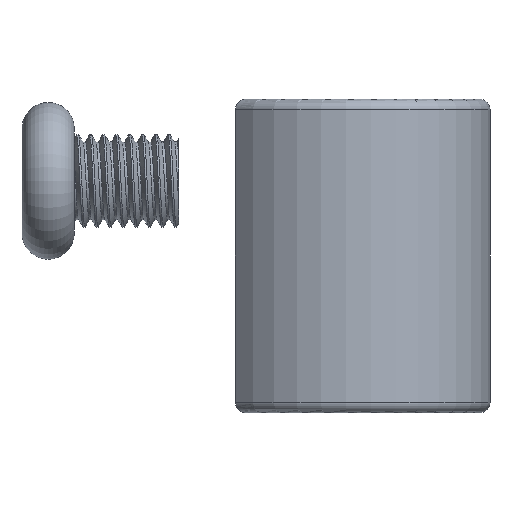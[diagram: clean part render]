
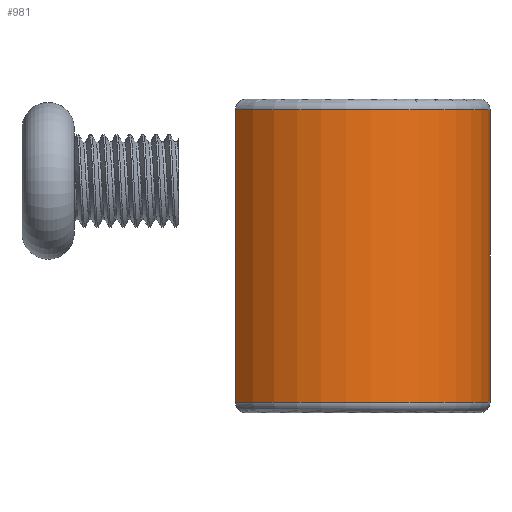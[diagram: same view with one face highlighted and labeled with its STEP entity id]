
A CAD part, front view. The second image highlights one B-rep face of the part: STEP entity #981.
In plain terms, the highlighted cylindrical face has radius 13.875 mm (diameter 27.75 mm), a partial arc.
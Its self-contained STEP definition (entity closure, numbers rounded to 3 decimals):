
#47=CIRCLE('',#1036,13.875);
#50=CIRCLE('',#1043,13.875);
#91=FACE_OUTER_BOUND('',#151,.T.);
#151=EDGE_LOOP('',(#766,#767,#768,#769));
#282=LINE('',#1545,#325);
#284=LINE('',#1548,#327);
#325=VECTOR('',#1131,10.);
#327=VECTOR('',#1133,10.);
#382=VERTEX_POINT('',#1509);
#383=VERTEX_POINT('',#1524);
#384=VERTEX_POINT('',#1544);
#385=VERTEX_POINT('',#1546);
#487=EDGE_CURVE('',#383,#382,#47,.T.);
#489=EDGE_CURVE('',#382,#384,#282,.T.);
#491=EDGE_CURVE('',#383,#385,#284,.T.);
#498=EDGE_CURVE('',#384,#385,#50,.T.);
#766=ORIENTED_EDGE('',*,*,#487,.F.);
#767=ORIENTED_EDGE('',*,*,#491,.T.);
#768=ORIENTED_EDGE('',*,*,#498,.F.);
#769=ORIENTED_EDGE('',*,*,#489,.F.);
#935=CYLINDRICAL_SURFACE('',#1060,13.875);
#981=ADVANCED_FACE('',(#91),#935,.T.);
#1036=AXIS2_PLACEMENT_3D('',#1541,#1125,#1126);
#1043=AXIS2_PLACEMENT_3D('',#1797,#1143,#1144);
#1060=AXIS2_PLACEMENT_3D('',#2523,#1180,#1181);
#1125=DIRECTION('center_axis',(0.,0.,-1.));
#1126=DIRECTION('ref_axis',(1.,0.,0.));
#1131=DIRECTION('',(0.,0.,1.));
#1133=DIRECTION('',(0.,0.,1.));
#1143=DIRECTION('center_axis',(0.,0.,1.));
#1144=DIRECTION('ref_axis',(1.,0.,0.));
#1180=DIRECTION('center_axis',(0.,0.,1.));
#1181=DIRECTION('ref_axis',(1.,0.,0.));
#1509=CARTESIAN_POINT('',(-10.5,-9.07,1.));
#1524=CARTESIAN_POINT('',(-10.5,9.07,1.));
#1541=CARTESIAN_POINT('Origin',(0.,0.,1.));
#1544=CARTESIAN_POINT('',(-10.5,-9.07,29.));
#1545=CARTESIAN_POINT('',(-10.5,-9.07,0.));
#1546=CARTESIAN_POINT('',(-10.5,9.07,29.));
#1548=CARTESIAN_POINT('',(-10.5,9.07,0.));
#1797=CARTESIAN_POINT('Origin',(0.,0.,29.));
#2523=CARTESIAN_POINT('Origin',(0.,0.,0.));
